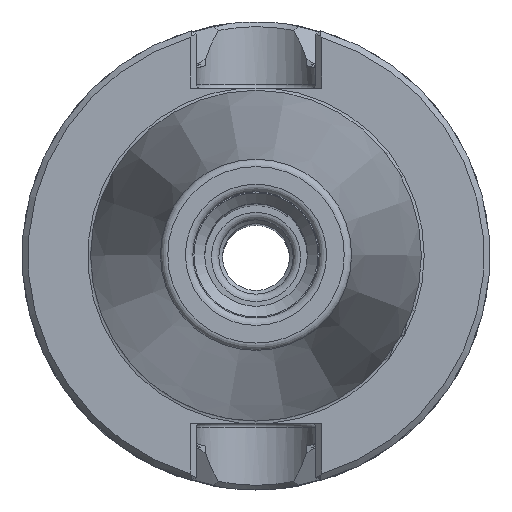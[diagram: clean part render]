
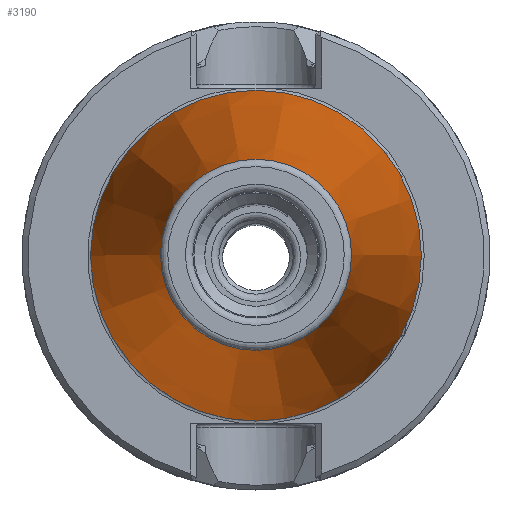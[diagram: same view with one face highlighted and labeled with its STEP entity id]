
A CAD part, top view. The second image highlights one B-rep face of the part: STEP entity #3190.
In plain terms, the highlighted conical face has half-angle 8.297 degrees and reference radius 12.871 mm.
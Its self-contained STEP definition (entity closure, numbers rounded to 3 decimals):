
#108=CONICAL_SURFACE('',#3448,12.871,0.145);
#772=ORIENTED_EDGE('',*,*,#1083,.T.);
#773=ORIENTED_EDGE('',*,*,#1084,.F.);
#1083=EDGE_CURVE('',#1284,#1284,#1411,.T.);
#1084=EDGE_CURVE('',#1285,#1285,#1412,.T.);
#1284=VERTEX_POINT('',#4920);
#1285=VERTEX_POINT('',#4923);
#1411=CIRCLE('',#3447,22.268);
#1412=CIRCLE('',#3449,12.871);
#1611=EDGE_LOOP('',(#772));
#1612=EDGE_LOOP('',(#773));
#1861=FACE_BOUND('',#1611,.T.);
#1862=FACE_BOUND('',#1612,.T.);
#3190=ADVANCED_FACE('',(#1861,#1862),#108,.T.);
#3447=AXIS2_PLACEMENT_3D('',#4919,#4019,#4020);
#3448=AXIS2_PLACEMENT_3D('',#4921,#4021,#4022);
#3449=AXIS2_PLACEMENT_3D('',#4922,#4023,#4024);
#4019=DIRECTION('',(0.,0.,1.));
#4020=DIRECTION('',(1.,0.,0.));
#4021=DIRECTION('',(0.,0.,-1.));
#4022=DIRECTION('',(-1.,0.,0.));
#4023=DIRECTION('',(0.,0.,1.));
#4024=DIRECTION('',(1.,0.,0.));
#4919=CARTESIAN_POINT('',(0.,0.,0.106));
#4920=CARTESIAN_POINT('',(22.268,0.,0.106));
#4921=CARTESIAN_POINT('',(0.,0.,64.544));
#4922=CARTESIAN_POINT('',(0.,0.,64.544));
#4923=CARTESIAN_POINT('',(12.871,0.,64.544));
